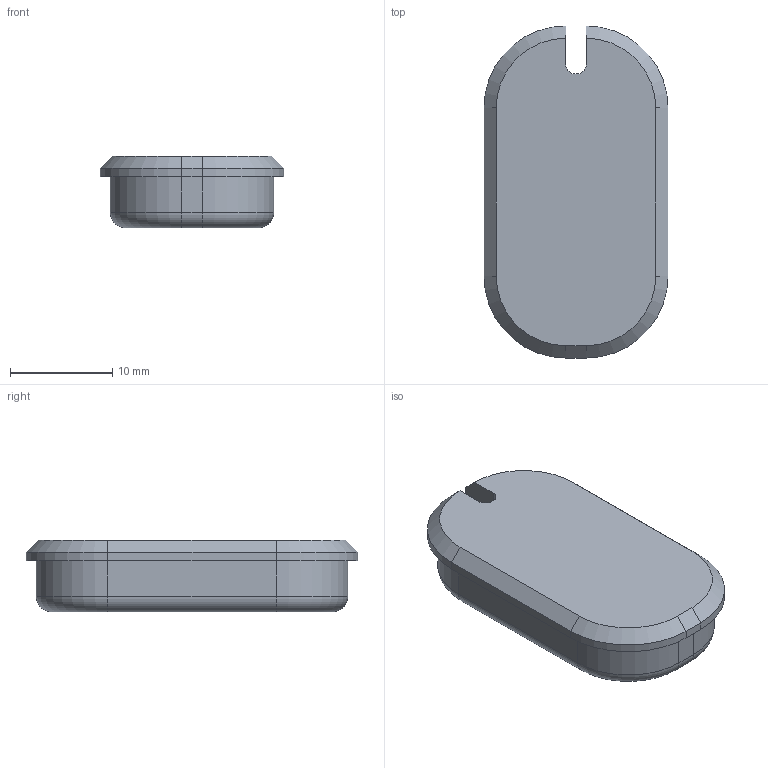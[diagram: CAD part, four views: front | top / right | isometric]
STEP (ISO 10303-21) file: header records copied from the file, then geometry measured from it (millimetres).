
FILE_DESCRIPTION(('HOOPS Exchange Step'),'2;1');
FILE_NAME('temp_export','2026-01-16T21:02:00+18:00',('mobile'),('Shapr3D Limited'),'HOOPS Exchange 2025.7','Shapr3D','Authorized');
FILE_SCHEMA( ('AP242_MANAGED_MODEL_BASED_3D_ENGINEERING_MIM_LF {1 0 10303 442 1 1 4}') );
Length unit declared in the file: millimetre
Products named in the file (3): Foregrip; Front; root
Assembly tree (2 placements, depth 3):
  root
    Front
      Foregrip
Bounding box: 17.98 x 32.45 x 7 mm (x, y, z)
Volume: 3130.3 mm3; surface area: 1551.9 mm2
Topology: 1 solids, 1 shells, 36 faces, 90 edges, 56 vertices
Faces by surface type: plane 15, cylinder 13, torus 4, cone 4
Entity records: 1163 total; most frequent: DIRECTION 207, CARTESIAN_POINT 197, ORIENTED_EDGE 180, EDGE_CURVE 90, AXIS2_PLACEMENT_3D 78, VERTEX_POINT 56, VECTOR 51, LINE 51
